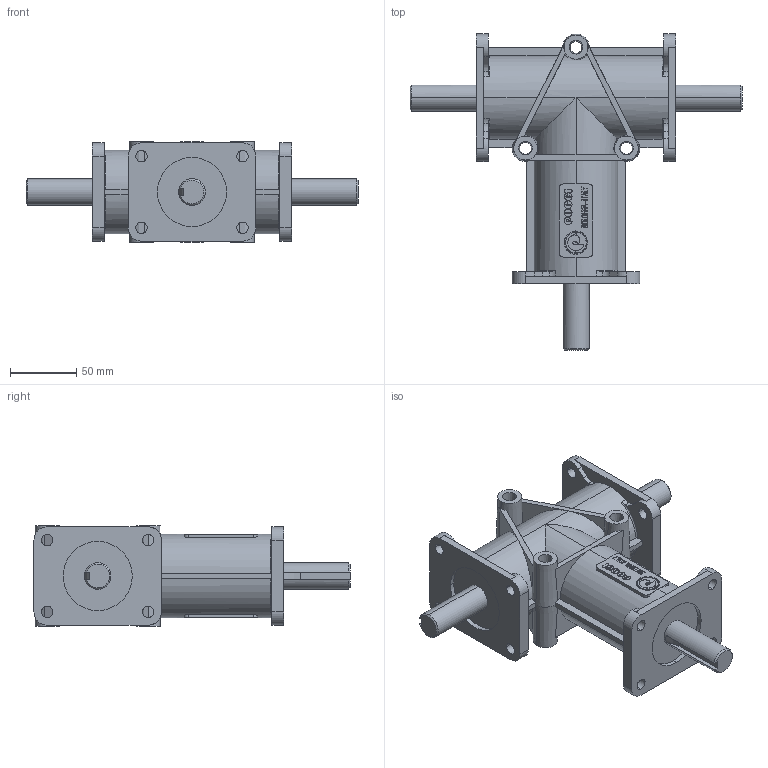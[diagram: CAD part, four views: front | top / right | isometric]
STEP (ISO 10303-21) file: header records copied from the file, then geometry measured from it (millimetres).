
FILE_DESCRIPTION(('STEP AP214'),'1');
FILE_NAME('184031121.stp','2017-01-12T13:03:13',('TraceParts'),('TraceParts S.A.'),'Spatial InterOp 3D',' ',' ');
FILE_SCHEMA(('automotive_design'));
Length unit declared in the file: millimetre
Products named in the file (1): 1
Bounding box: 250 x 238 x 76 mm (x, y, z)
Volume: 1002387.1 mm3; surface area: 125954.3 mm2
Topology: 1 solids, 1 shells, 967 faces, 2694 edges, 1795 vertices
Faces by surface type: plane 438, extrusion 342, cylinder 139, cone 32, torus 12, bspline 4
Entity records: 57171 total; most frequent: CARTESIAN_POINT 26257, ORIENTED_EDGE 5388, DIRECTION 3609, EDGE_CURVE 2694, VERTEX_POINT 1795, VECTOR 1551, B_SPLINE_CURVE_WITH_KNOTS 1420, LINE 1209
